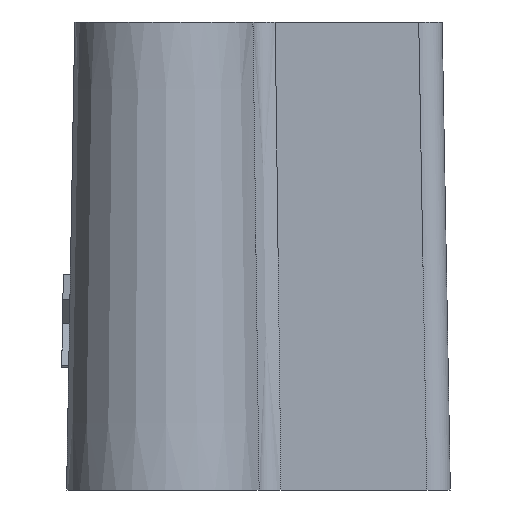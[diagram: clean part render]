
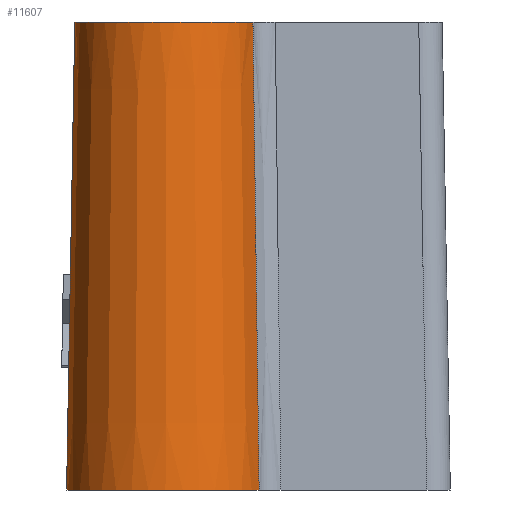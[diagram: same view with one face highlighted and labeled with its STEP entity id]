
A CAD part, left-side view. The second image highlights one B-rep face of the part: STEP entity #11607.
In plain terms, the highlighted conical face has half-angle 1 degrees and reference radius 4.25 mm.
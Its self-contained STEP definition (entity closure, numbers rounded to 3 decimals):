
#3930 = EDGE_CURVE ( 'NONE', #6322, #6704, #32606, .T. ) ;
#6322 = VERTEX_POINT ( 'NONE', #23701 ) ;
#6448 = VERTEX_POINT ( 'NONE', #23852 ) ;
#6704 = VERTEX_POINT ( 'NONE', #22211 ) ;
#6763 = VERTEX_POINT ( 'NONE', #22007 ) ;
#11305 = CARTESIAN_POINT ( 'NONE',  ( -14., 32.3, 20. ) ) ;
#11306 = DIRECTION ( 'NONE',  ( 0., 0., 1. ) ) ;
#11307 = DIRECTION ( 'NONE',  ( 1., 0., 0. ) ) ;
#11377 = CARTESIAN_POINT ( 'NONE',  ( -14., 32.3, 0. ) ) ;
#11378 = DIRECTION ( 'NONE',  ( 0., 0., 1. ) ) ;
#11379 = DIRECTION ( 'NONE',  ( 1., 0., 0. ) ) ;
#11607 = ADVANCED_FACE ( 'NONE', ( #30837 ), #18962, .T. ) ;
#12207 = CIRCLE ( 'NONE', #12243, 4.25 ) ;
#12222 = AXIS2_PLACEMENT_3D ( 'NONE', #11305, #11306, #11307 ) ;
#12224 = CIRCLE ( 'NONE', #12222, 3.901 ) ;
#12243 = AXIS2_PLACEMENT_3D ( 'NONE', #11377, #11378, #11379 ) ;
#15051 = EDGE_LOOP ( 'NONE', ( #17906, #17905, #17904, #17903 ) ) ;
#15237 = EDGE_CURVE ( 'NONE', #6322, #6763, #12224, .T. ) ;
#15281 = EDGE_CURVE ( 'NONE', #6704, #6448, #12207, .T. ) ;
#15330 = EDGE_CURVE ( 'NONE', #6448, #6763, #16586, .T. ) ;
#15978 = CARTESIAN_POINT ( 'NONE',  ( -15.487, 28.331, 0.667 ) ) ;
#15984 = CARTESIAN_POINT ( 'NONE',  ( -15.497, 28.322, 0. ) ) ;
#15989 = CARTESIAN_POINT ( 'NONE',  ( -15.476, 28.34, 1.333 ) ) ;
#15990 = CARTESIAN_POINT ( 'NONE',  ( -15.466, 28.348, 2. ) ) ;
#15991 = CARTESIAN_POINT ( 'NONE',  ( -15.426, 28.383, 4.666 ) ) ;
#15992 = CARTESIAN_POINT ( 'NONE',  ( -15.385, 28.418, 7.332 ) ) ;
#15993 = CARTESIAN_POINT ( 'NONE',  ( -15.345, 28.453, 9.998 ) ) ;
#15994 = CARTESIAN_POINT ( 'NONE',  ( -15.294, 28.497, 13.332 ) ) ;
#15995 = CARTESIAN_POINT ( 'NONE',  ( -15.244, 28.541, 16.666 ) ) ;
#15996 = CARTESIAN_POINT ( 'NONE',  ( -15.194, 28.586, 20. ) ) ;
#16586 = B_SPLINE_CURVE_WITH_KNOTS ( 'NONE', 3,
 ( #15984, #15978, #15989, #15990, #15991, #15992, #15993, #15994, #15995, #15996 ),
 .UNSPECIFIED., .F., .F.,
 ( 4, 3, 3, 4 ),
 ( 0., 0.002, 0.01, 0.02 ),
 .UNSPECIFIED. ) ;
#17903 = ORIENTED_EDGE ( 'NONE', *, *, #3930, .T. ) ;
#17904 = ORIENTED_EDGE ( 'NONE', *, *, #15237, .F. ) ;
#17905 = ORIENTED_EDGE ( 'NONE', *, *, #15330, .T. ) ;
#17906 = ORIENTED_EDGE ( 'NONE', *, *, #15281, .T. ) ;
#18961 = AXIS2_PLACEMENT_3D ( 'NONE', #30836, #30831, #30833 ) ;
#18962 = CONICAL_SURFACE ( 'NONE', #18961, 4.25, 0.017 ) ;
#22007 = CARTESIAN_POINT ( 'NONE',  ( -15.194, 28.586, 20. ) ) ;
#22211 = CARTESIAN_POINT ( 'NONE',  ( -14., 36.55, 0. ) ) ;
#23701 = CARTESIAN_POINT ( 'NONE',  ( -14., 36.201, 20. ) ) ;
#23852 = CARTESIAN_POINT ( 'NONE',  ( -15.497, 28.322, 0. ) ) ;
#30831 = DIRECTION ( 'NONE',  ( 0., 0., -1. ) ) ;
#30833 = DIRECTION ( 'NONE',  ( 1., 0., 0. ) ) ;
#30836 = CARTESIAN_POINT ( 'NONE',  ( -14., 32.3, 0. ) ) ;
#30837 = FACE_OUTER_BOUND ( 'NONE', #15051, .T. ) ;
#32069 = DIRECTION ( 'NONE',  ( 0., 0.017, -1. ) ) ;
#32470 = CARTESIAN_POINT ( 'NONE',  ( -14., 36.55, 0. ) ) ;
#32606 = LINE ( 'NONE', #32470, #34045 ) ;
#34045 = VECTOR ( 'NONE', #32069, 1000. ) ;
